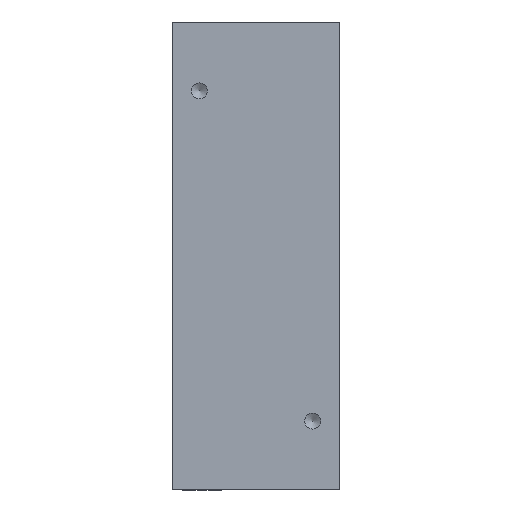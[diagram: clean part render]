
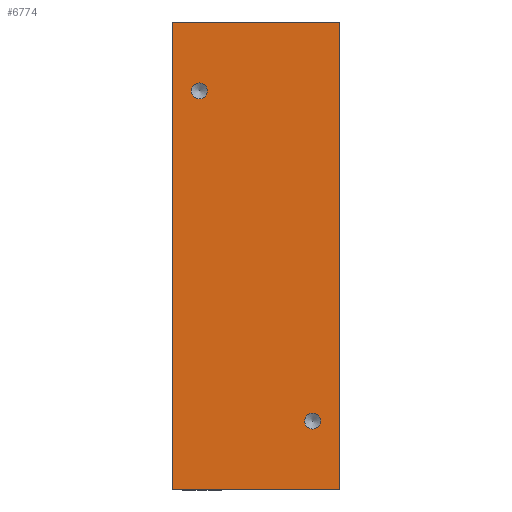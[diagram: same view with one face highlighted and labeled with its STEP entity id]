
A CAD part, front view. The second image highlights one B-rep face of the part: STEP entity #6774.
In plain terms, the highlighted planar face has unit normal (0, -1, 0).
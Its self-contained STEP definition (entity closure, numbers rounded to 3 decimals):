
#218=FACE_BOUND('',#1114,.T.);
#219=FACE_BOUND('',#1115,.T.);
#350=PLANE('',#7435);
#679=FACE_OUTER_BOUND('',#1113,.T.);
#1113=EDGE_LOOP('',(#5369,#5370,#5371,#5372));
#1114=EDGE_LOOP('',(#5373));
#1115=EDGE_LOOP('',(#5374));
#1516=CIRCLE('',#7436,1.621);
#1517=CIRCLE('',#7437,1.621);
#1873=LINE('',#11496,#2380);
#1878=LINE('',#11508,#2385);
#1880=LINE('',#11513,#2387);
#1881=LINE('',#11515,#2388);
#2380=VECTOR('',#8880,10.);
#2385=VECTOR('',#8889,10.);
#2387=VECTOR('',#8895,10.);
#2388=VECTOR('',#8898,10.);
#3044=VERTEX_POINT('',#11493);
#3045=VERTEX_POINT('',#11495);
#3048=VERTEX_POINT('',#11502);
#3050=VERTEX_POINT('',#11506);
#3052=VERTEX_POINT('',#11516);
#3053=VERTEX_POINT('',#11518);
#3853=EDGE_CURVE('',#3044,#3045,#1873,.T.);
#3859=EDGE_CURVE('',#3048,#3050,#1878,.T.);
#3862=EDGE_CURVE('',#3045,#3050,#1880,.T.);
#3863=EDGE_CURVE('',#3044,#3048,#1881,.T.);
#3864=EDGE_CURVE('',#3052,#3052,#1516,.T.);
#3865=EDGE_CURVE('',#3053,#3053,#1517,.T.);
#5369=ORIENTED_EDGE('',*,*,#3859,.T.);
#5370=ORIENTED_EDGE('',*,*,#3862,.F.);
#5371=ORIENTED_EDGE('',*,*,#3853,.F.);
#5372=ORIENTED_EDGE('',*,*,#3863,.T.);
#5373=ORIENTED_EDGE('',*,*,#3864,.T.);
#5374=ORIENTED_EDGE('',*,*,#3865,.T.);
#6774=ADVANCED_FACE('',(#679,#218,#219),#350,.T.);
#7435=AXIS2_PLACEMENT_3D('',#11514,#8896,#8897);
#7436=AXIS2_PLACEMENT_3D('',#11517,#8899,#8900);
#7437=AXIS2_PLACEMENT_3D('',#11519,#8901,#8902);
#8880=DIRECTION('',(1.,0.,0.));
#8889=DIRECTION('',(1.,0.,0.));
#8895=DIRECTION('',(0.,0.,-1.));
#8896=DIRECTION('center_axis',(0.,-1.,0.));
#8897=DIRECTION('ref_axis',(0.,0.,
1.));
#8898=DIRECTION('',(0.,0.,-1.));
#8899=DIRECTION('center_axis',(0.,1.,0.));
#8900=DIRECTION('ref_axis',(-1.,0.,0.));
#8901=DIRECTION('center_axis',(0.,1.,0.));
#8902=DIRECTION('ref_axis',(-1.,0.,0.));
#11493=CARTESIAN_POINT('',(-17.,-4.5,0.));
#11495=CARTESIAN_POINT('',(17.,-4.5,0.));
#11496=CARTESIAN_POINT('',(-17.,-4.5,0.));
#11502=CARTESIAN_POINT('',(-17.,-4.5,-95.));
#11506=CARTESIAN_POINT('',(17.,-4.5,-95.));
#11508=CARTESIAN_POINT('',(-17.,-4.5,-95.));
#11513=CARTESIAN_POINT('',(17.,-4.5,0.));
#11514=CARTESIAN_POINT('Origin',(-17.,-4.5,0.));
#11515=CARTESIAN_POINT('',(-17.,-4.5,0.));
#11516=CARTESIAN_POINT('',(-9.879,-4.5,-14.));
#11517=CARTESIAN_POINT('Origin',(-11.5,-4.5,-14.));
#11518=CARTESIAN_POINT('',(13.121,-4.5,-81.));
#11519=CARTESIAN_POINT('Origin',(11.5,-4.5,-81.));
